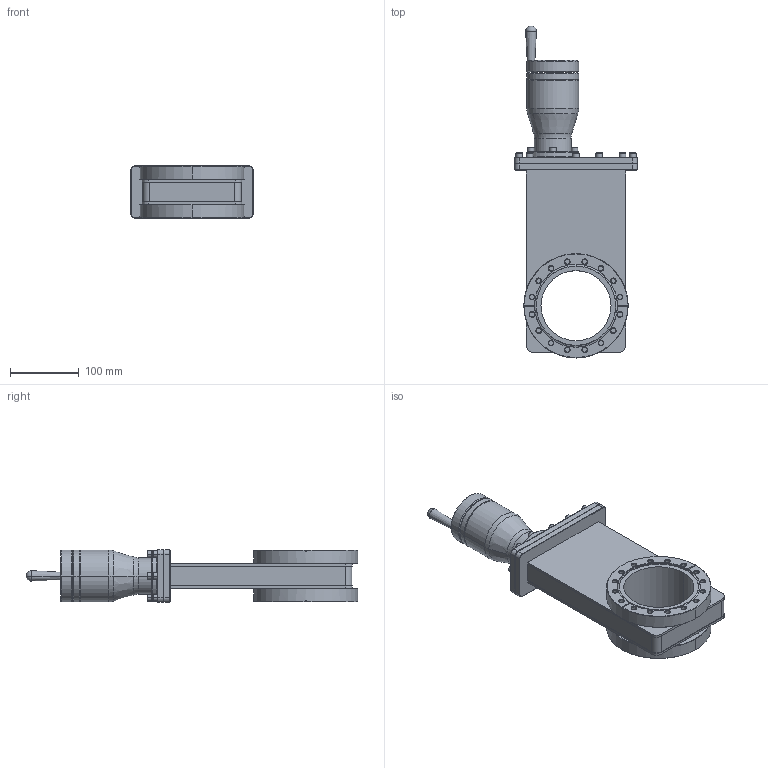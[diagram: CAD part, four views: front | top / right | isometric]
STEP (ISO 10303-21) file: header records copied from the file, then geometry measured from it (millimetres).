
FILE_DESCRIPTION((''),'2;1');
FILE_NAME('11110-0400','2011-01-05T',('jd'),(''),'PRO/ENGINEER BY PARAMETRIC TECHNOLOGY CORPORATION, 2010280','PRO/ENGINEER BY PARAMETRIC TECHNOLOGY CORPORATION, 2010280','');
FILE_SCHEMA(('CONFIG_CONTROL_DESIGN'));
Length unit declared in the file: inch
Products named in the file (1): 11110-0400
Bounding box: 177.8 x 482.42 x 75.95 mm (x, y, z)
Volume: 2213990.5 mm3; surface area: 238263.2 mm2
Topology: 1 solids, 33 shells, 608 faces, 1390 edges, 879 vertices
Faces by surface type: plane 252, cylinder 200, cone 138, torus 14, bspline 2, sphere 2
Entity records: 17213 total; most frequent: DIRECTION 3240, CARTESIAN_POINT 2974, ORIENTED_EDGE 2648, EDGE_CURVE 1388, AXIS2_PLACEMENT_3D 1257, VERTEX_POINT 879, VECTOR 726, LINE 726
